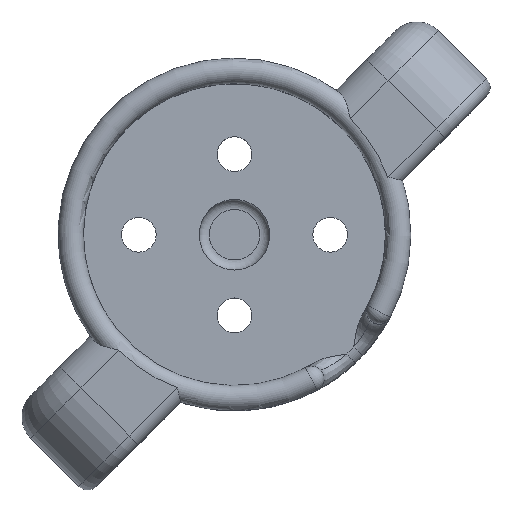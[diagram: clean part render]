
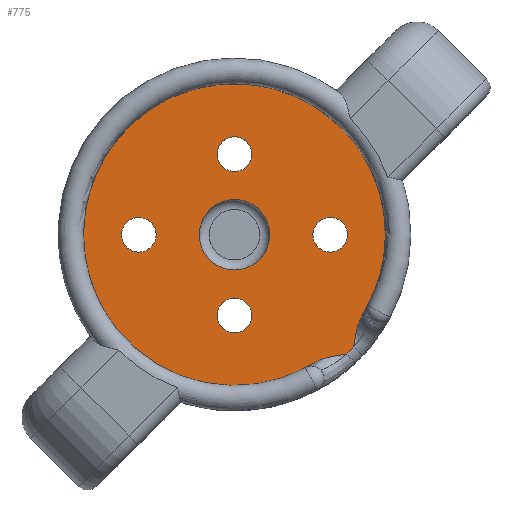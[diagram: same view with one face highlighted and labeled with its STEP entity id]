
A CAD part, top view. The second image highlights one B-rep face of the part: STEP entity #775.
In plain terms, the highlighted planar face has unit normal (0, 0, 1).
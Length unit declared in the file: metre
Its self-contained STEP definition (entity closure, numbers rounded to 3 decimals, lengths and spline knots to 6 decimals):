
#34=B_SPLINE_CURVE_WITH_KNOTS('',3,(#1311,#1312,#1313,#1314,#1315),
 .UNSPECIFIED.,.F.,.F.,(4,1,4),(0.,0.001588,0.003176),
 .UNSPECIFIED.);
#35=B_SPLINE_CURVE_WITH_KNOTS('',3,(#1319,#1320,#1321,#1322,#1323),
 .UNSPECIFIED.,.F.,.F.,(4,1,4),(0.,0.001588,0.003176),
 .UNSPECIFIED.);
#77=CIRCLE('',#853,0.0035);
#78=CIRCLE('',#854,0.001725);
#79=CIRCLE('',#855,0.001725);
#80=CIRCLE('',#856,0.001725);
#81=CIRCLE('',#857,0.001725);
#82=CIRCLE('',#858,0.015);
#83=CIRCLE('',#859,0.01625);
#156=ORIENTED_EDGE('',*,*,#372,.F.);
#157=ORIENTED_EDGE('',*,*,#373,.F.);
#158=ORIENTED_EDGE('',*,*,#374,.F.);
#159=ORIENTED_EDGE('',*,*,#375,.T.);
#160=ORIENTED_EDGE('',*,*,#376,.T.);
#161=ORIENTED_EDGE('',*,*,#377,.F.);
#162=ORIENTED_EDGE('',*,*,#378,.T.);
#163=ORIENTED_EDGE('',*,*,#379,.T.);
#164=ORIENTED_EDGE('',*,*,#380,.T.);
#372=EDGE_CURVE('',#480,#480,#77,.T.);
#373=EDGE_CURVE('',#481,#481,#78,.T.);
#374=EDGE_CURVE('',#482,#482,#79,.T.);
#375=EDGE_CURVE('',#483,#483,#80,.T.);
#376=EDGE_CURVE('',#484,#484,#81,.T.);
#377=EDGE_CURVE('',#485,#486,#82,.F.);
#378=EDGE_CURVE('',#485,#487,#34,.T.);
#379=EDGE_CURVE('',#487,#488,#83,.T.);
#380=EDGE_CURVE('',#488,#486,#35,.F.);
#480=VERTEX_POINT('',#1299);
#481=VERTEX_POINT('',#1301);
#482=VERTEX_POINT('',#1303);
#483=VERTEX_POINT('',#1305);
#484=VERTEX_POINT('',#1307);
#485=VERTEX_POINT('',#1309);
#486=VERTEX_POINT('',#1310);
#487=VERTEX_POINT('',#1316);
#488=VERTEX_POINT('',#1318);
#589=EDGE_LOOP('',(#156));
#590=EDGE_LOOP('',(#157));
#591=EDGE_LOOP('',(#158));
#592=EDGE_LOOP('',(#159));
#593=EDGE_LOOP('',(#160));
#594=EDGE_LOOP('',(#161,#162,#163,#164));
#674=FACE_BOUND('',#589,.T.);
#675=FACE_BOUND('',#590,.T.);
#676=FACE_BOUND('',#591,.T.);
#677=FACE_BOUND('',#592,.T.);
#678=FACE_BOUND('',#593,.T.);
#679=FACE_BOUND('',#594,.T.);
#757=PLANE('',#852);
#775=ADVANCED_FACE('',(#674,#675,#676,#677,#678,#679),#757,.T.);
#852=AXIS2_PLACEMENT_3D('',#1297,#987,#988);
#853=AXIS2_PLACEMENT_3D('',#1298,#989,#990);
#854=AXIS2_PLACEMENT_3D('',#1300,#991,#992);
#855=AXIS2_PLACEMENT_3D('',#1302,#993,#994);
#856=AXIS2_PLACEMENT_3D('',#1304,#995,#996);
#857=AXIS2_PLACEMENT_3D('',#1306,#997,#998);
#858=AXIS2_PLACEMENT_3D('',#1308,#999,#1000);
#859=AXIS2_PLACEMENT_3D('',#1317,#1001,#1002);
#987=DIRECTION('',(0.,0.,1.));
#988=DIRECTION('',(1.,0.,0.));
#989=DIRECTION('',(0.,0.,1.));
#990=DIRECTION('',(1.,0.,0.));
#991=DIRECTION('',(0.,0.,1.));
#992=DIRECTION('',(1.,0.,0.));
#993=DIRECTION('',(0.,0.,1.));
#994=DIRECTION('',(1.,0.,0.));
#995=DIRECTION('',(0.,0.,-1.));
#996=DIRECTION('',(1.,0.,0.));
#997=DIRECTION('',(0.,0.,-1.));
#998=DIRECTION('',(1.,0.,0.));
#999=DIRECTION('',(0.,0.,1.));
#1000=DIRECTION('',(1.,0.,0.));
#1001=DIRECTION('',(0.,0.,1.));
#1002=DIRECTION('',(1.,0.,0.));
#1297=CARTESIAN_POINT('',(-0.002121,0.0015,0.0065));
#1298=CARTESIAN_POINT('',(-0.123744,0.123744,0.0065));
#1299=CARTESIAN_POINT('',(-0.120244,0.123744,0.0065));
#1300=CARTESIAN_POINT('',(-0.133244,0.123744,0.0065));
#1301=CARTESIAN_POINT('',(-0.131519,0.123744,0.0065));
#1302=CARTESIAN_POINT('',(-0.123744,0.131744,0.0065));
#1303=CARTESIAN_POINT('',(-0.122019,0.131744,0.0065));
#1304=CARTESIAN_POINT('',(-0.114244,0.123744,0.0065));
#1305=CARTESIAN_POINT('',(-0.112519,0.123744,0.0065));
#1306=CARTESIAN_POINT('',(-0.123744,0.115744,0.0065));
#1307=CARTESIAN_POINT('',(-0.122019,0.115744,0.0065));
#1308=CARTESIAN_POINT('',(-0.123744,0.123744,0.0065));
#1309=CARTESIAN_POINT('',(-0.115679,0.111096,0.0065));
#1310=CARTESIAN_POINT('',(-0.111096,0.115679,0.0065));
#1311=CARTESIAN_POINT('',(-0.115679,0.111096,0.0065));
#1312=CARTESIAN_POINT('',(-0.115226,0.111385,0.0065));
#1313=CARTESIAN_POINT('',(-0.114197,0.11168,0.0065));
#1314=CARTESIAN_POINT('',(-0.113133,0.11181,0.0065));
#1315=CARTESIAN_POINT('',(-0.112612,0.111905,0.0065));
#1316=CARTESIAN_POINT('',(-0.112612,0.111905,0.0065));
#1317=CARTESIAN_POINT('',(-0.123744,0.123744,0.0065));
#1318=CARTESIAN_POINT('',(-0.111905,0.112612,0.0065));
#1319=CARTESIAN_POINT('',(-0.111096,0.115679,0.0065));
#1320=CARTESIAN_POINT('',(-0.111385,0.115226,0.0065));
#1321=CARTESIAN_POINT('',(-0.11168,0.114197,0.0065));
#1322=CARTESIAN_POINT('',(-0.11181,0.113133,0.0065));
#1323=CARTESIAN_POINT('',(-0.111905,0.112612,0.0065));
